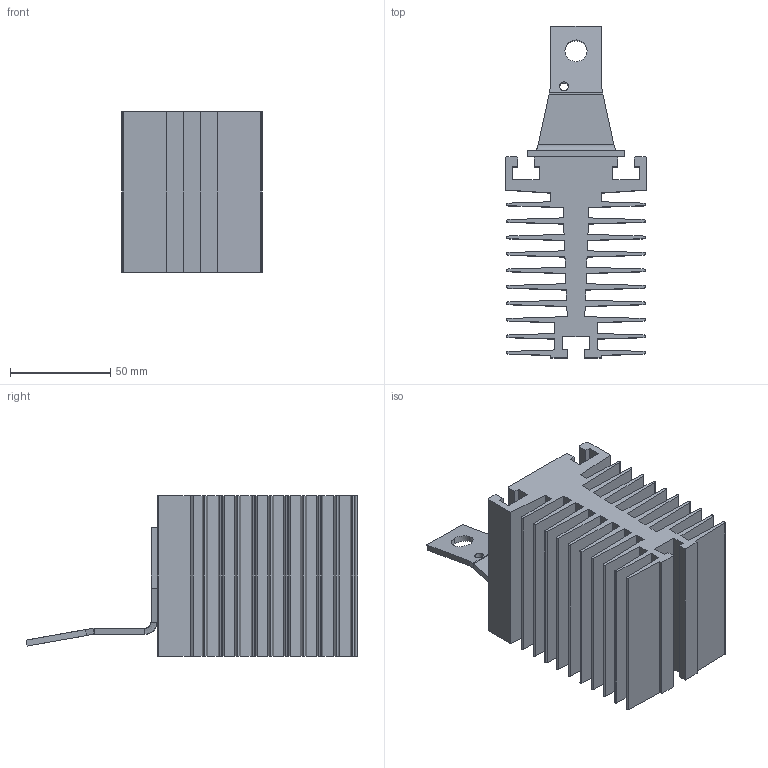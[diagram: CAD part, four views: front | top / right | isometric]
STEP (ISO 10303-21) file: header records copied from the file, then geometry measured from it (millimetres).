
FILE_DESCRIPTION (( 'STEP AP214' ), '1' );
FILE_NAME ('O181.STEP', '2021-04-19T07:19:30', ( '' ), ( '' ), 'SwSTEP 2.0', 'SolidWorks 2018', '' );
FILE_SCHEMA (( 'AUTOMOTIVE_DESIGN' ));
Length unit declared in the file: millimetre
Products named in the file (1): O181
Bounding box: 70 x 165.21 x 80 mm (x, y, z)
Volume: 254174.4 mm3; surface area: 135152.7 mm2
Topology: 2 solids, 2 shells, 174 faces, 486 edges, 314 vertices
Faces by surface type: plane 118, cylinder 44, cone 8, bspline 4
Entity records: 7535 total; most frequent: CARTESIAN_POINT 1087, ORIENTED_EDGE 964, DIRECTION 892, EDGE_CURVE 482, LINE 382, VECTOR 382, VERTEX_POINT 314, AXIS2_PLACEMENT_3D 255
